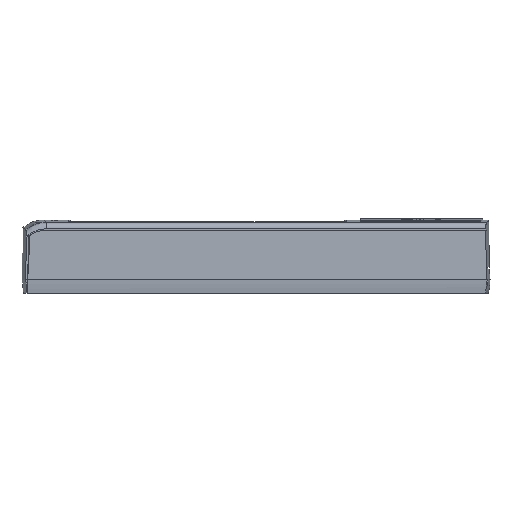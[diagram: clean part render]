
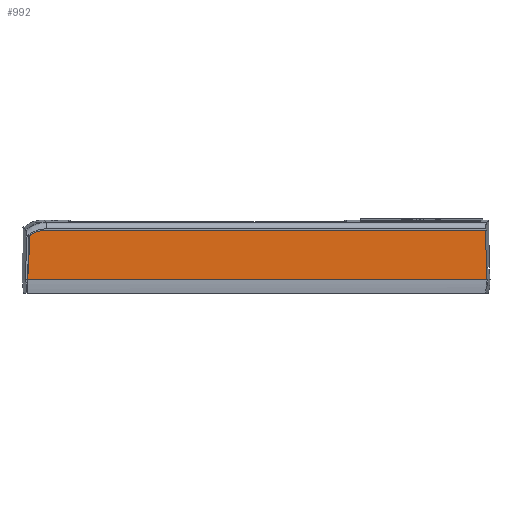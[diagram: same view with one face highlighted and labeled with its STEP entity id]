
A CAD part, left-side view. The second image highlights one B-rep face of the part: STEP entity #992.
In plain terms, the highlighted face is planar.
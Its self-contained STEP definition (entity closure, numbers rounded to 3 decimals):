
#28 = EDGE_CURVE ( 'NONE', #15407, #52153, #48758, .T. ) ;
#992 = ADVANCED_FACE ( 'NONE', ( #8511 ), #37807, .T. ) ;
#1668 = CARTESIAN_POINT ( 'NONE',  ( 21.37, 72.948, -14.516 ) ) ;
#1989 = CARTESIAN_POINT ( 'NONE',  ( 21.335, 69.57, -15.833 ) ) ;
#2327 = CARTESIAN_POINT ( 'NONE',  ( 21.331, -82.391, -16. ) ) ;
#3143 = DIRECTION ( 'NONE',  ( 1., 0., -0.026 ) ) ;
#3231 = CARTESIAN_POINT ( 'NONE',  ( 21.471, -73.965, -10.667 ) ) ;
#4202 = EDGE_CURVE ( 'NONE', #12095, #15407, #45472, .T. ) ;
#4696 = VERTEX_POINT ( 'NONE', #43858 ) ;
#5577 = ORIENTED_EDGE ( 'NONE', *, *, #28, .F. ) ;
#8159 = ORIENTED_EDGE ( 'NONE', *, *, #33259, .F. ) ;
#8299 = CARTESIAN_POINT ( 'NONE',  ( 21.75, -74.219, 0. ) ) ;
#8427 = CARTESIAN_POINT ( 'NONE',  ( 21.331, 67.75, -16. ) ) ;
#8511 = FACE_OUTER_BOUND ( 'NONE', #55242, .T. ) ;
#8590 = CARTESIAN_POINT ( 'NONE',  ( 21.331, -73.839, -16. ) ) ;
#9275 = CARTESIAN_POINT ( 'NONE',  ( 21.75, 73.719, 0. ) ) ;
#9308 = B_SPLINE_CURVE_WITH_KNOTS ( 'NONE', 3,
 ( #8590, #3231, #18686, #8299 ),
 .UNSPECIFIED., .F., .F.,
 ( 4, 4 ),
 ( 0.004, 0.02 ),
 .UNSPECIFIED. ) ;
#10869 = CARTESIAN_POINT ( 'NONE',  ( 21.357, 72.167, -14.995 ) ) ;
#10992 = CARTESIAN_POINT ( 'NONE',  ( 21.331, -73.839, -16. ) ) ;
#11134 = CARTESIAN_POINT ( 'NONE',  ( 21.75, 73.719, 0. ) ) ;
#12095 = VERTEX_POINT ( 'NONE', #9275 ) ;
#13002 = CARTESIAN_POINT ( 'NONE',  ( 21.453, 73.113, -11.358 ) ) ;
#14729 = ORIENTED_EDGE ( 'NONE', *, *, #4202, .F. ) ;
#15407 = VERTEX_POINT ( 'NONE', #57528 ) ;
#15610 = CARTESIAN_POINT ( 'NONE',  ( 21.331, 67.75, -16. ) ) ;
#16188 = CARTESIAN_POINT ( 'NONE',  ( 21.688, 73.59, -2.372 ) ) ;
#16544 = CARTESIAN_POINT ( 'NONE',  ( 21.338, 70.021, -15.737 ) ) ;
#16900 = CARTESIAN_POINT ( 'NONE',  ( 21.75, -74.219, 0. ) ) ;
#17486 = EDGE_CURVE ( 'NONE', #29118, #52153, #26312, .T. ) ;
#18686 = CARTESIAN_POINT ( 'NONE',  ( 21.61, -74.092, -5.333 ) ) ;
#20288 = CARTESIAN_POINT ( 'NONE',  ( 21.548, 73.306, -7.705 ) ) ;
#24990 = CARTESIAN_POINT ( 'NONE',  ( 21.719, 73.654, -1.186 ) ) ;
#26312 = LINE ( 'NONE', #2327, #47036 ) ;
#26662 = AXIS2_PLACEMENT_3D ( 'NONE', #27091, #3143, #61813 ) ;
#27091 = CARTESIAN_POINT ( 'NONE',  ( 21.75, -74.219, 0. ) ) ;
#29118 = VERTEX_POINT ( 'NONE', #10992 ) ;
#29444 = ORIENTED_EDGE ( 'NONE', *, *, #37514, .F. ) ;
#30636 = CARTESIAN_POINT ( 'NONE',  ( 21.657, 73.527, -3.558 ) ) ;
#33259 = EDGE_CURVE ( 'NONE', #29118, #4696, #9308, .T. ) ;
#37514 = EDGE_CURVE ( 'NONE', #4696, #12095, #61351, .T. ) ;
#37807 = PLANE ( 'NONE',  #26662 ) ;
#38646 = ORIENTED_EDGE ( 'NONE', *, *, #17486, .T. ) ;
#39511 = CARTESIAN_POINT ( 'NONE',  ( 21.494, 73.197, -9.779 ) ) ;
#39862 = CARTESIAN_POINT ( 'NONE',  ( 21.348, 71.337, -15.359 ) ) ;
#40818 = DIRECTION ( 'NONE',  ( 0., 1., 0. ) ) ;
#41689 = CARTESIAN_POINT ( 'NONE',  ( 21.411, 73.031, -12.937 ) ) ;
#42087 = DIRECTION ( 'NONE',  ( 0., 1., 0. ) ) ;
#43858 = CARTESIAN_POINT ( 'NONE',  ( 21.75, -74.219, 0. ) ) ;
#44242 = CARTESIAN_POINT ( 'NONE',  ( 21.603, 73.416, -5.632 ) ) ;
#45472 = B_SPLINE_CURVE_WITH_KNOTS ( 'NONE', 3,
 ( #11134, #24990, #16188, #30636, #44242, #20288, #39511, #13002, #41689, #50843 ),
 .UNSPECIFIED., .F., .F.,
 ( 4, 3, 3, 4 ),
 ( 0., 0.004, 0.01, 0.015 ),
 .UNSPECIFIED. ) ;
#45555 = CARTESIAN_POINT ( 'NONE',  ( 21.331, 68.209, -15.998 ) ) ;
#47036 = VECTOR ( 'NONE', #40818, 1000. ) ;
#48758 = B_SPLINE_CURVE_WITH_KNOTS ( 'NONE', 3,
 ( #1668, #10869, #39862, #16544, #1989, #54695, #45555, #15610 ),
 .UNSPECIFIED., .F., .F.,
 ( 4, 2, 2, 4 ),
 ( 0.002, 0.005, 0.006, 0.007 ),
 .UNSPECIFIED. ) ;
#50843 = CARTESIAN_POINT ( 'NONE',  ( 21.37, 72.948, -14.516 ) ) ;
#52153 = VERTEX_POINT ( 'NONE', #8427 ) ;
#54695 = CARTESIAN_POINT ( 'NONE',  ( 21.332, 68.665, -15.963 ) ) ;
#55242 = EDGE_LOOP ( 'NONE', ( #14729, #29444, #8159, #38646, #5577 ) ) ;
#57528 = CARTESIAN_POINT ( 'NONE',  ( 21.37, 72.948, -14.516 ) ) ;
#61351 = LINE ( 'NONE', #16900, #61519 ) ;
#61519 = VECTOR ( 'NONE', #42087, 1000. ) ;
#61813 = DIRECTION ( 'NONE',  ( -0.026, 0., -1. ) ) ;
